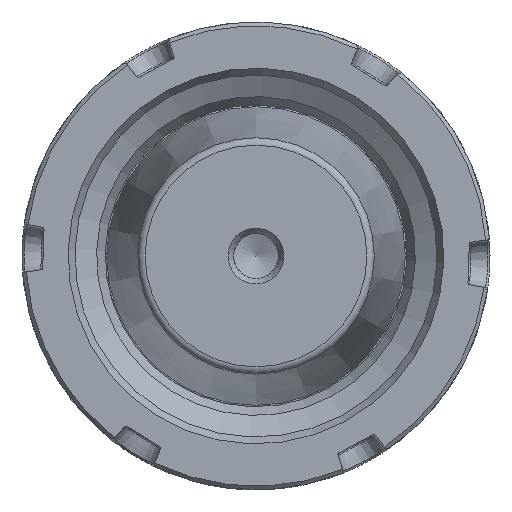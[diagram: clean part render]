
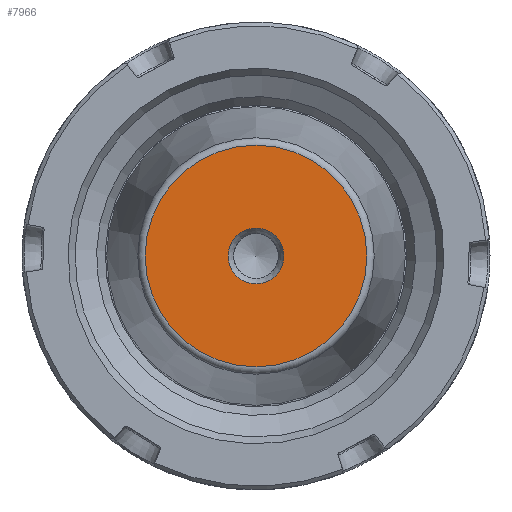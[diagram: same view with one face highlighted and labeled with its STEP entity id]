
A CAD part, left-side view. The second image highlights one B-rep face of the part: STEP entity #7966.
In plain terms, the highlighted planar face has unit normal (-1, 0, 0).
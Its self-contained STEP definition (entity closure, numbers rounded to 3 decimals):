
#185 = PLANE ( 'NONE',  #1933 ) ;
#344 = DIRECTION ( 'NONE',  ( 0., 0., -1. ) ) ;
#406 = FACE_BOUND ( 'NONE', #3416, .T. ) ;
#804 = CARTESIAN_POINT ( 'NONE',  ( -30.5, 0., 0. ) ) ;
#1657 = AXIS2_PLACEMENT_3D ( 'NONE', #804, #3291, #7109 ) ;
#1692 = AXIS2_PLACEMENT_3D ( 'NONE', #7546, #9133, #5196 ) ;
#1933 = AXIS2_PLACEMENT_3D ( 'NONE', #3344, #8983, #344 ) ;
#2071 = ORIENTED_EDGE ( 'NONE', *, *, #2846, .F. ) ;
#2155 = EDGE_LOOP ( 'NONE', ( #5734 ) ) ;
#2273 = CARTESIAN_POINT ( 'NONE',  ( -30.5, 0., 14.844 ) ) ;
#2758 = FACE_OUTER_BOUND ( 'NONE', #2155, .T. ) ;
#2846 = EDGE_CURVE ( 'NONE', #7649, #7649, #10144, .T. ) ;
#3231 = VERTEX_POINT ( 'NONE', #2273 ) ;
#3291 = DIRECTION ( 'NONE',  ( -1., 0., 0. ) ) ;
#3344 = CARTESIAN_POINT ( 'NONE',  ( -30.5, 14.844, 0. ) ) ;
#3416 = EDGE_LOOP ( 'NONE', ( #2071 ) ) ;
#4279 = CIRCLE ( 'NONE', #1657, 14.844 ) ;
#5196 = DIRECTION ( 'NONE',  ( 0., 0., 1. ) ) ;
#5734 = ORIENTED_EDGE ( 'NONE', *, *, #5955, .T. ) ;
#5955 = EDGE_CURVE ( 'NONE', #3231, #3231, #4279, .T. ) ;
#7109 = DIRECTION ( 'NONE',  ( 0., 0., 1. ) ) ;
#7546 = CARTESIAN_POINT ( 'NONE',  ( -30.5, 0., 0. ) ) ;
#7649 = VERTEX_POINT ( 'NONE', #9221 ) ;
#7966 = ADVANCED_FACE ( 'NONE', ( #406, #2758 ), #185, .F. ) ;
#8983 = DIRECTION ( 'NONE',  ( 1., 0., 0. ) ) ;
#9133 = DIRECTION ( 'NONE',  ( -1., 0., 0. ) ) ;
#9221 = CARTESIAN_POINT ( 'NONE',  ( -30.5, 0., 3.75 ) ) ;
#10144 = CIRCLE ( 'NONE', #1692, 3.75 ) ;
